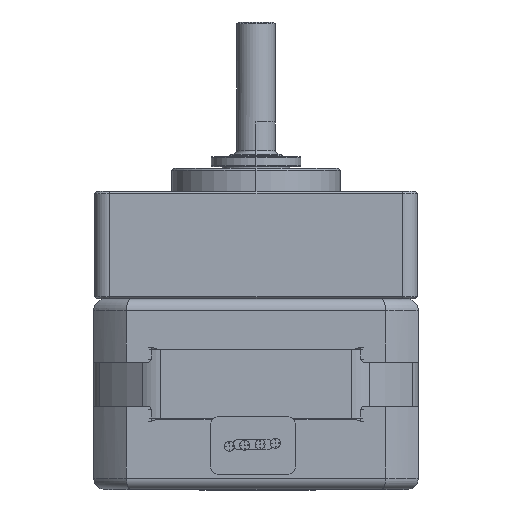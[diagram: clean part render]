
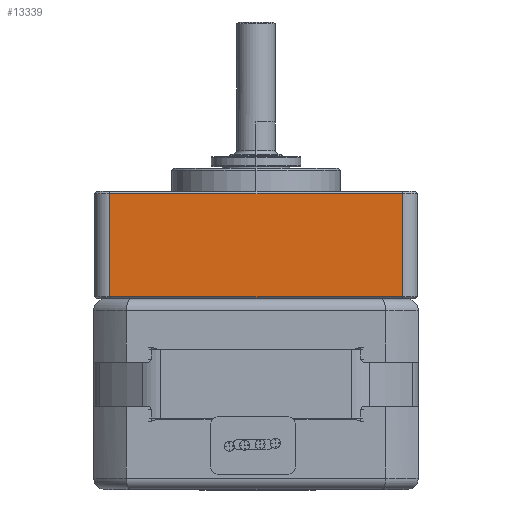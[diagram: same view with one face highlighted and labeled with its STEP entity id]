
A CAD part, front view. The second image highlights one B-rep face of the part: STEP entity #13339.
In plain terms, the highlighted face is planar.
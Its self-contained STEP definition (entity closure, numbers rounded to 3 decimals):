
#9877=DIRECTION('',(0.,-1.,0.));
#9878=VECTOR('',#9877,13.4);
#9879=CARTESIAN_POINT('',(12.212,5.547,22.));
#9880=LINE('',#9879,#9878);
#9913=DIRECTION('',(0.,1.,0.));
#9914=VECTOR('',#9913,13.4);
#9915=CARTESIAN_POINT('',(-25.788,-7.853,22.));
#9916=LINE('',#9915,#9914);
#9921=DIRECTION('',(-1.,0.,0.));
#9922=VECTOR('',#9921,38.);
#9923=CARTESIAN_POINT('',(12.212,5.547,22.));
#9924=LINE('',#9923,#9922);
#9925=DIRECTION('',(1.,0.,0.));
#9926=VECTOR('',#9925,38.);
#9927=CARTESIAN_POINT('',(-25.788,-7.853,22.));
#9928=LINE('',#9927,#9926);
#12327=CARTESIAN_POINT('',(-25.788,-7.853,22.));
#12328=VERTEX_POINT('',#12327);
#12329=CARTESIAN_POINT('',(12.212,-7.853,22.));
#12330=VERTEX_POINT('',#12329);
#12347=CARTESIAN_POINT('',(-25.788,5.547,22.));
#12348=VERTEX_POINT('',#12347);
#12349=CARTESIAN_POINT('',(12.212,5.547,22.));
#12350=VERTEX_POINT('',#12349);
#13327=CARTESIAN_POINT('',(-6.788,-1.153,22.));
#13328=DIRECTION('',(0.,0.,1.));
#13329=DIRECTION('',(1.,0.,0.));
#13330=AXIS2_PLACEMENT_3D('',#13327,#13328,#13329);
#13331=PLANE('',#13330);
#13332=ORIENTED_EDGE('',*,*,#13232,.F.);
#13333=ORIENTED_EDGE('',*,*,#13205,.T.);
#13334=ORIENTED_EDGE('',*,*,#13318,.F.);
#13336=ORIENTED_EDGE('',*,*,#13335,.T.);
#13337=EDGE_LOOP('',(#13332,#13333,#13334,#13336));
#13338=FACE_OUTER_BOUND('',#13337,.F.);
#13339=ADVANCED_FACE('',(#13338),#13331,.F.);
#13205=EDGE_CURVE('',#12350,#12348,#9924,.T.);
#13232=EDGE_CURVE('',#12350,#12330,#9880,.T.);
#13318=EDGE_CURVE('',#12328,#12348,#9916,.T.);
#13335=EDGE_CURVE('',#12328,#12330,#9928,.T.);
